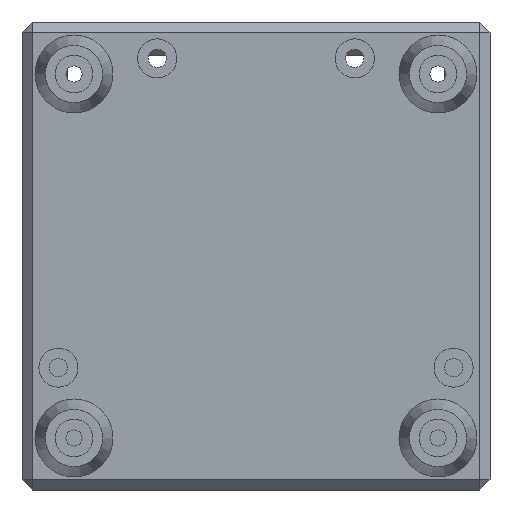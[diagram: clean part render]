
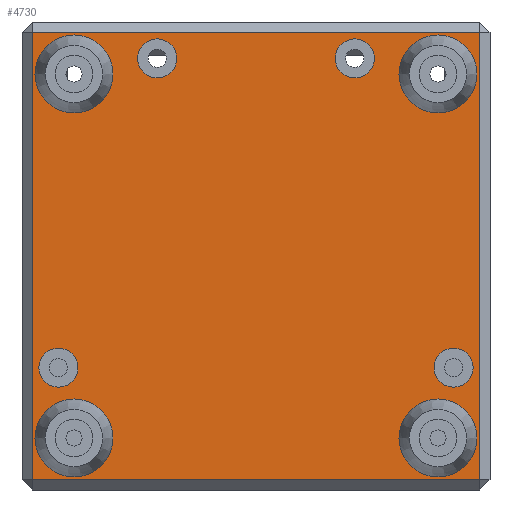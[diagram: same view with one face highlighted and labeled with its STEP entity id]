
A CAD part, front view. The second image highlights one B-rep face of the part: STEP entity #4730.
In plain terms, the highlighted planar face has unit normal (0, -1, 0).
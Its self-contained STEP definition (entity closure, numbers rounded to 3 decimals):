
#108=FACE_BOUND('',#637,.T.);
#109=FACE_BOUND('',#638,.T.);
#110=FACE_BOUND('',#639,.T.);
#111=FACE_BOUND('',#640,.T.);
#112=FACE_BOUND('',#641,.T.);
#113=FACE_BOUND('',#642,.T.);
#114=FACE_BOUND('',#643,.T.);
#115=FACE_BOUND('',#644,.T.);
#181=CIRCLE('',#5033,1.75);
#182=CIRCLE('',#5034,1.75);
#183=CIRCLE('',#5035,1.75);
#184=CIRCLE('',#5036,1.75);
#185=CIRCLE('',#5037,3.75);
#186=CIRCLE('',#5038,3.75);
#187=CIRCLE('',#5039,3.75);
#188=CIRCLE('',#5040,3.75);
#354=FACE_OUTER_BOUND('',#636,.T.);
#636=EDGE_LOOP('',(#3301,#3302,#3303,#3304));
#637=EDGE_LOOP('',(#3305));
#638=EDGE_LOOP('',(#3306));
#639=EDGE_LOOP('',(#3307));
#640=EDGE_LOOP('',(#3308));
#641=EDGE_LOOP('',(#3309));
#642=EDGE_LOOP('',(#3310));
#643=EDGE_LOOP('',(#3311));
#644=EDGE_LOOP('',(#3312));
#1016=LINE('',#6832,#1546);
#1024=LINE('',#6848,#1554);
#1026=LINE('',#6851,#1556);
#1028=LINE('',#6854,#1558);
#1546=VECTOR('',#5513,10.);
#1554=VECTOR('',#5527,10.);
#1556=VECTOR('',#5531,10.);
#1558=VECTOR('',#5535,10.);
#2055=VERTEX_POINT('',#6804);
#2056=VERTEX_POINT('',#6811);
#2059=VERTEX_POINT('',#6820);
#2064=VERTEX_POINT('',#6836);
#2078=VERTEX_POINT('',#6890);
#2079=VERTEX_POINT('',#6892);
#2080=VERTEX_POINT('',#6894);
#2081=VERTEX_POINT('',#6896);
#2082=VERTEX_POINT('',#6898);
#2083=VERTEX_POINT('',#6900);
#2084=VERTEX_POINT('',#6902);
#2085=VERTEX_POINT('',#6904);
#2529=EDGE_CURVE('',#2055,#2059,#1016,.T.);
#2537=EDGE_CURVE('',#2059,#2064,#1024,.T.);
#2539=EDGE_CURVE('',#2064,#2056,#1026,.T.);
#2541=EDGE_CURVE('',#2056,#2055,#1028,.T.);
#2559=EDGE_CURVE('',#2078,#2078,#181,.T.);
#2560=EDGE_CURVE('',#2079,#2079,#182,.T.);
#2561=EDGE_CURVE('',#2080,#2080,#183,.T.);
#2562=EDGE_CURVE('',#2081,#2081,#184,.T.);
#2563=EDGE_CURVE('',#2082,#2082,#185,.T.);
#2564=EDGE_CURVE('',#2083,#2083,#186,.T.);
#2565=EDGE_CURVE('',#2084,#2084,#187,.T.);
#2566=EDGE_CURVE('',#2085,#2085,#188,.T.);
#3301=ORIENTED_EDGE('',*,*,#2529,.F.);
#3302=ORIENTED_EDGE('',*,*,#2541,.F.);
#3303=ORIENTED_EDGE('',*,*,#2539,.F.);
#3304=ORIENTED_EDGE('',*,*,#2537,.F.);
#3305=ORIENTED_EDGE('',*,*,#2559,.T.);
#3306=ORIENTED_EDGE('',*,*,#2560,.T.);
#3307=ORIENTED_EDGE('',*,*,#2561,.T.);
#3308=ORIENTED_EDGE('',*,*,#2562,.T.);
#3309=ORIENTED_EDGE('',*,*,#2563,.T.);
#3310=ORIENTED_EDGE('',*,*,#2564,.T.);
#3311=ORIENTED_EDGE('',*,*,#2565,.T.);
#3312=ORIENTED_EDGE('',*,*,#2566,.T.);
#4523=PLANE('',#5032);
#4730=ADVANCED_FACE('',(#354,#108,#109,#110,#111,#112,#113,#114,#115),#4523,
 .T.);
#5032=AXIS2_PLACEMENT_3D('',#6889,#5567,#5568);
#5033=AXIS2_PLACEMENT_3D('',#6891,#5569,#5570);
#5034=AXIS2_PLACEMENT_3D('',#6893,#5571,#5572);
#5035=AXIS2_PLACEMENT_3D('',#6895,#5573,#5574);
#5036=AXIS2_PLACEMENT_3D('',#6897,#5575,#5576);
#5037=AXIS2_PLACEMENT_3D('',#6899,#5577,#5578);
#5038=AXIS2_PLACEMENT_3D('',#6901,#5579,#5580);
#5039=AXIS2_PLACEMENT_3D('',#6903,#5581,#5582);
#5040=AXIS2_PLACEMENT_3D('',#6905,#5583,#5584);
#5513=DIRECTION('',(0.,0.,1.));
#5527=DIRECTION('',(1.,0.,0.));
#5531=DIRECTION('',(0.,0.,-1.));
#5535=DIRECTION('',(-1.,0.,0.));
#5567=DIRECTION('center_axis',(0.,-1.,0.));
#5568=DIRECTION('ref_axis',(0.,0.,-1.));
#5569=DIRECTION('center_axis',(0.,1.,0.));
#5570=DIRECTION('ref_axis',(1.,0.,0.));
#5571=DIRECTION('center_axis',(0.,1.,0.));
#5572=DIRECTION('ref_axis',(1.,0.,0.));
#5573=DIRECTION('center_axis',(0.,1.,0.));
#5574=DIRECTION('ref_axis',(1.,0.,0.));
#5575=DIRECTION('center_axis',(0.,1.,0.));
#5576=DIRECTION('ref_axis',(1.,0.,0.));
#5577=DIRECTION('center_axis',(0.,1.,0.));
#5578=DIRECTION('ref_axis',(1.,0.,0.));
#5579=DIRECTION('center_axis',(0.,1.,0.));
#5580=DIRECTION('ref_axis',(1.,0.,0.));
#5581=DIRECTION('center_axis',(0.,1.,0.));
#5582=DIRECTION('ref_axis',(1.,0.,0.));
#5583=DIRECTION('center_axis',(0.,1.,0.));
#5584=DIRECTION('ref_axis',(1.,0.,0.));
#6804=CARTESIAN_POINT('',(-43.,-3.5,-45.5));
#6811=CARTESIAN_POINT('',(43.,-3.5,-45.5));
#6820=CARTESIAN_POINT('',(-43.,-3.5,40.5));
#6832=CARTESIAN_POINT('',(-43.,-3.5,20.));
#6836=CARTESIAN_POINT('',(43.,-3.5,40.5));
#6848=CARTESIAN_POINT('',(22.5,-3.5,40.5));
#6851=CARTESIAN_POINT('',(43.,-3.5,-25.));
#6854=CARTESIAN_POINT('',(-22.5,-3.5,-45.5));
#6889=CARTESIAN_POINT('Origin',(0.,-3.5,-2.5));
#6890=CARTESIAN_POINT('',(-36.75,-3.5,-37.5));
#6891=CARTESIAN_POINT('Origin',(-35.,-3.5,-37.5));
#6892=CARTESIAN_POINT('',(-36.75,-3.5,32.5));
#6893=CARTESIAN_POINT('Origin',(-35.,-3.5,32.5));
#6894=CARTESIAN_POINT('',(33.25,-3.5,-37.5));
#6895=CARTESIAN_POINT('Origin',(35.,-3.5,-37.5));
#6896=CARTESIAN_POINT('',(33.25,-3.5,32.5));
#6897=CARTESIAN_POINT('Origin',(35.,-3.5,32.5));
#6898=CARTESIAN_POINT('',(34.25,-3.5,-23.971));
#6899=CARTESIAN_POINT('Origin',(38.,-3.5,-23.971));
#6900=CARTESIAN_POINT('',(-22.75,-3.5,35.5));
#6901=CARTESIAN_POINT('Origin',(-19.,-3.5,35.5));
#6902=CARTESIAN_POINT('',(-41.75,-3.5,-23.971));
#6903=CARTESIAN_POINT('Origin',(-38.,-3.5,-23.971));
#6904=CARTESIAN_POINT('',(15.25,-3.5,35.5));
#6905=CARTESIAN_POINT('Origin',(19.,-3.5,35.5));
